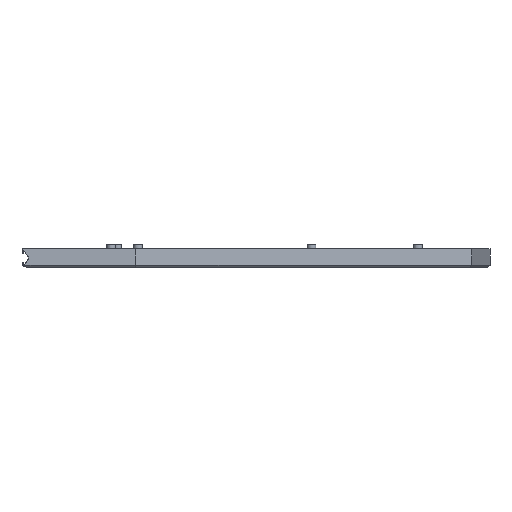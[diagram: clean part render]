
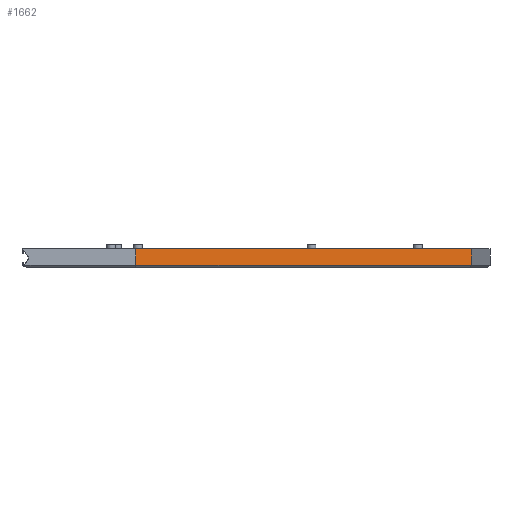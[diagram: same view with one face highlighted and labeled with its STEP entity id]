
A CAD part, front view. The second image highlights one B-rep face of the part: STEP entity #1662.
In plain terms, the highlighted planar face has unit normal (0.164, -0.987, 0).
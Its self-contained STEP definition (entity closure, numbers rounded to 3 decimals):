
#201=FACE_OUTER_BOUND('',#310,.T.);
#310=EDGE_LOOP('',(#1481,#1482,#1483,#1484));
#346=LINE('',#2374,#518);
#402=LINE('',#2495,#574);
#462=LINE('',#2655,#634);
#484=LINE('',#2773,#656);
#518=VECTOR('',#1879,10.);
#574=VECTOR('',#1985,10.);
#634=VECTOR('',#2157,10.);
#656=VECTOR('',#2295,10.);
#673=VERTEX_POINT('',#2339);
#686=VERTEX_POINT('',#2373);
#726=VERTEX_POINT('',#2494);
#770=VERTEX_POINT('',#2654);
#839=EDGE_CURVE('',#686,#673,#346,.T.);
#900=EDGE_CURVE('',#673,#726,#402,.T.);
#980=EDGE_CURVE('',#770,#726,#462,.T.);
#1039=EDGE_CURVE('',#686,#770,#484,.T.);
#1481=ORIENTED_EDGE('',*,*,#839,.F.);
#1482=ORIENTED_EDGE('',*,*,#1039,.T.);
#1483=ORIENTED_EDGE('',*,*,#980,.T.);
#1484=ORIENTED_EDGE('',*,*,#900,.F.);
#1575=PLANE('',#1827);
#1662=ADVANCED_FACE('',(#201),#1575,.F.);
#1827=AXIS2_PLACEMENT_3D('',#2772,#2293,#2294);
#1879=DIRECTION('',(-0.987,-0.164,0.));
#1985=DIRECTION('',(0.,0.,1.));
#2157=DIRECTION('',(-0.987,-0.164,0.));
#2293=DIRECTION('center_axis',(-0.164,0.987,0.));
#2294=DIRECTION('ref_axis',(-0.987,-0.164,0.));
#2295=DIRECTION('',(0.,0.,1.));
#2339=CARTESIAN_POINT('',(201.338,-245.835,-6.315));
#2373=CARTESIAN_POINT('',(368.374,-218.136,-6.315));
#2374=CARTESIAN_POINT('',(320.653,-226.049,-6.315));
#2494=CARTESIAN_POINT('',(201.338,-245.835,1.685));
#2495=CARTESIAN_POINT('',(201.338,-245.835,-0.315));
#2654=CARTESIAN_POINT('',(368.374,-218.136,1.685));
#2655=CARTESIAN_POINT('',(320.66,-226.048,1.685));
#2772=CARTESIAN_POINT('Origin',(368.374,-218.136,-0.315));
#2773=CARTESIAN_POINT('',(368.374,-218.136,-0.315));
